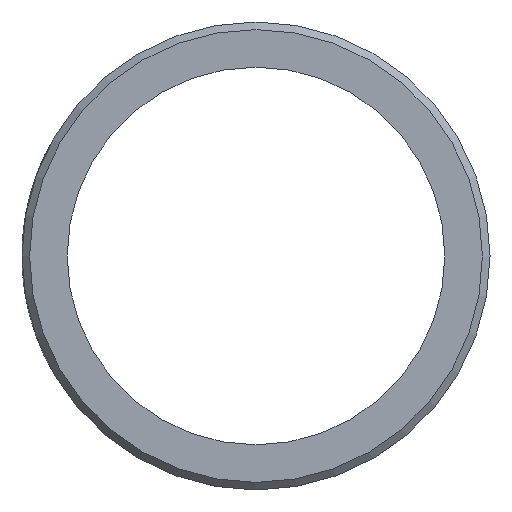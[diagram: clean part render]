
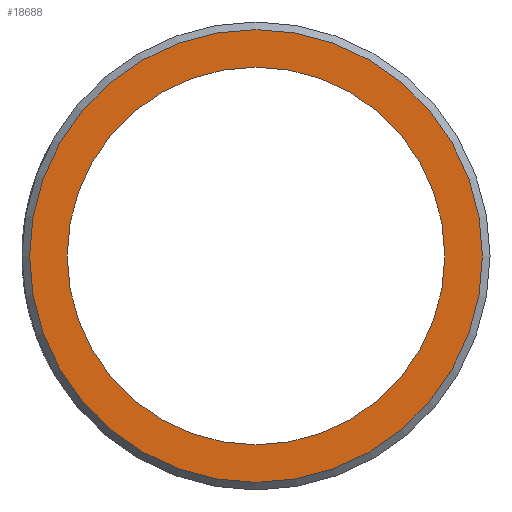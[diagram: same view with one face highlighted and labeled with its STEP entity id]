
A CAD part, left-side view. The second image highlights one B-rep face of the part: STEP entity #18688.
In plain terms, the highlighted planar face has unit normal (-1, 0, 0).
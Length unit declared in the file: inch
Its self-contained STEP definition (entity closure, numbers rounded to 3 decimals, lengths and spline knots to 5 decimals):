
#18654=CARTESIAN_POINT('',(0.,0.595,0.));
#18655=VERTEX_POINT('',#18654);
#18656=CARTESIAN_POINT('',(0.,0.,0.0));
#18657=DIRECTION('',(1.0,0.0,0.0));
#18658=DIRECTION('',(0.0,-1.0,0.0));
#18659=AXIS2_PLACEMENT_3D('',#18656,#18657,#18658);
#18660=CIRCLE('',#18659,0.595);
#18661=EDGE_CURVE('',#18655,#18655,#18660,.T.);
#18669=CARTESIAN_POINT('',(0.,0.55563,0.0));
#18670=DIRECTION('',(-1.0,0.0,0.0));
#18671=DIRECTION('',(0.0,0.0,1.0));
#18672=AXIS2_PLACEMENT_3D('',#18669,#18670,#18671);
#18673=PLANE('',#18672);
#18674=ORIENTED_EDGE('',*,*,#18661,.F.);
#18675=EDGE_LOOP('',(#18674));
#18676=FACE_OUTER_BOUND('',#18675,.T.);
#18677=CARTESIAN_POINT('',(0.,0.49626,0.0));
#18678=VERTEX_POINT('',#18677);
#18679=CARTESIAN_POINT('',(0.,0.,0.0));
#18680=DIRECTION('',(1.0,0.0,0.0));
#18681=DIRECTION('',(0.0,1.0,0.0));
#18682=AXIS2_PLACEMENT_3D('',#18679,#18680,#18681);
#18683=CIRCLE('',#18682,0.49626);
#18684=EDGE_CURVE('',#18678,#18678,#18683,.T.);
#18685=ORIENTED_EDGE('',*,*,#18684,.T.);
#18686=EDGE_LOOP('',(#18685));
#18687=FACE_BOUND('',#18686,.T.);
#18688=ADVANCED_FACE('',(#18676,#18687),#18673,.T.);
